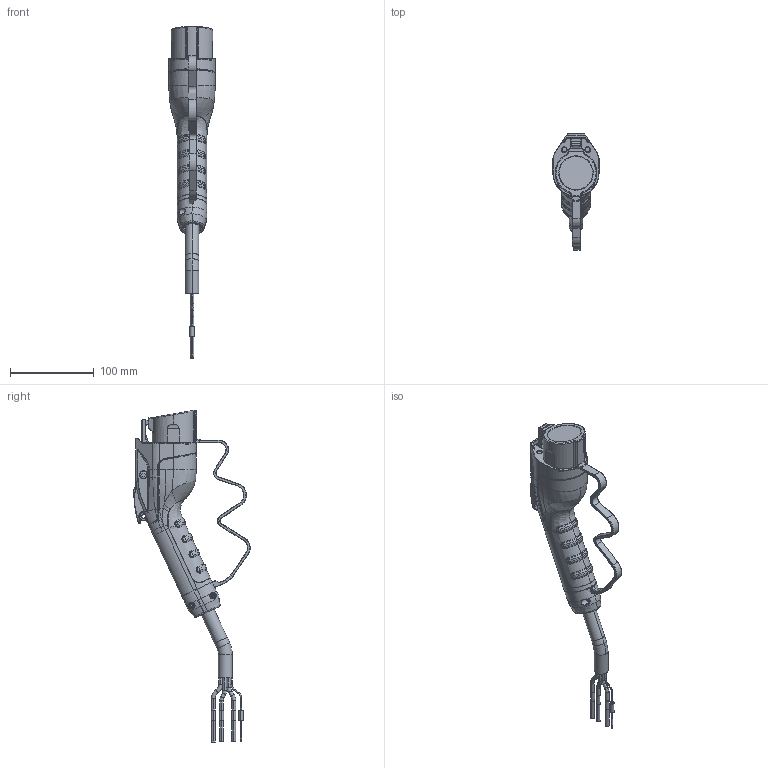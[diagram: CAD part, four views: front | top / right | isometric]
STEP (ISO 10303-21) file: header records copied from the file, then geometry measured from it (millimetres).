
FILE_DESCRIPTION (( 'STEP AP214' ), '1' );
FILE_NAME ('EVCC-1772L232-18_3D.step', '2023-10-24T16:20:26', ( '' ), ( '' ), 'SwSTEP 2.0', 'SolidWorks 2022', '' );
FILE_SCHEMA (( 'AUTOMOTIVE_DESIGN' ));
Length unit declared in the file: millimetre
Products named in the file (5): EVCC-1772L232-18_3D; PRT0005_3_no cable; ASM0007_ASM; ASM0008_ASM; PRT0006
Assembly tree (4 placements, depth 4):
  EVCC-1772L232-18_3D
    ASM0007_ASM
      ASM0008_ASM
        PRT0005_3_no cable
        PRT0006
Bounding box: 55 x 138.57 x 395.88 mm (x, y, z)
Volume: 521447.9 mm3; surface area: 111069.6 mm2
Topology: 15 solids, 15 shells, 2295 faces, 5838 edges, 3576 vertices
Faces by surface type: bspline 861, plane 687, cylinder 592, cone 125, torus 30
Entity records: 146303 total; most frequent: CARTESIAN_POINT 98026, ORIENTED_EDGE 11610, DIRECTION 7244, EDGE_CURVE 5805, VERTEX_POINT 3576, AXIS2_PLACEMENT_3D 2611, EDGE_LOOP 2381, B_SPLINE_CURVE_WITH_KNOTS 2377
